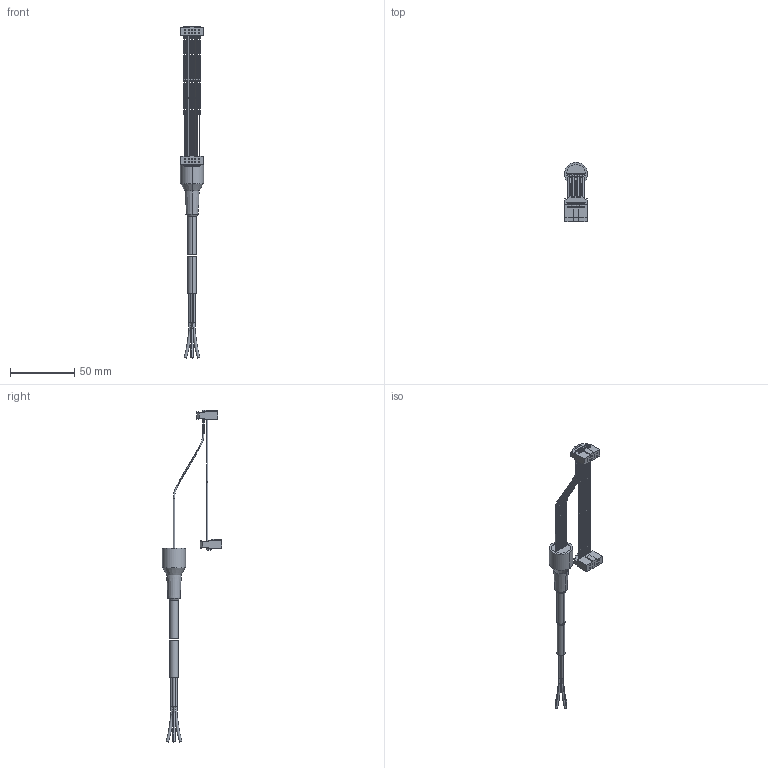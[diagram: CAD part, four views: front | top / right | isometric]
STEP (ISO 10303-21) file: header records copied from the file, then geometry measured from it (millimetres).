
FILE_DESCRIPTION(('STEP AP214'),'1');
FILE_NAME('cctmp_D1739BC4-A5FE-4BB1-AE0C-A1BD7F9A933F_2023_07_21_15_01_23_0645..stp','2023-07-21T13:01:24',('SIEMENS A&D'),('CADClick - www.CADClick.com'),'Spatial InterOp 3D postprocessed',' ','unknown authorization');
FILE_SCHEMA(('AUTOMOTIVE_DESIGN'));
Length unit declared in the file: millimetre
Products named in the file (4): cc_unnamed; 2023_07_21_15_01_23_0598; 2023_07_21_15_01_23_0566; 2023_07_21_15_01_23_0535
Assembly tree (3 placements, depth 2):
  cc_unnamed
    2023_07_21_15_01_23_0598
    2023_07_21_15_01_23_0566
    2023_07_21_15_01_23_0535
Bounding box: 17.95 x 45.89 x 257.59 mm (x, y, z)
Volume: 13391 mm3; surface area: 13998 mm2
Topology: 3 solids, 3 shells, 529 faces, 1386 edges, 908 vertices
Faces by surface type: plane 203, cylinder 192, torus 128, cone 6
Entity records: 18498 total; most frequent: DIRECTION 3188, CARTESIAN_POINT 2967, ORIENTED_EDGE 2772, EDGE_CURVE 1386, AXIS2_PLACEMENT_3D 1273, VERTEX_POINT 908, CIRCLE 740, LINE 642
